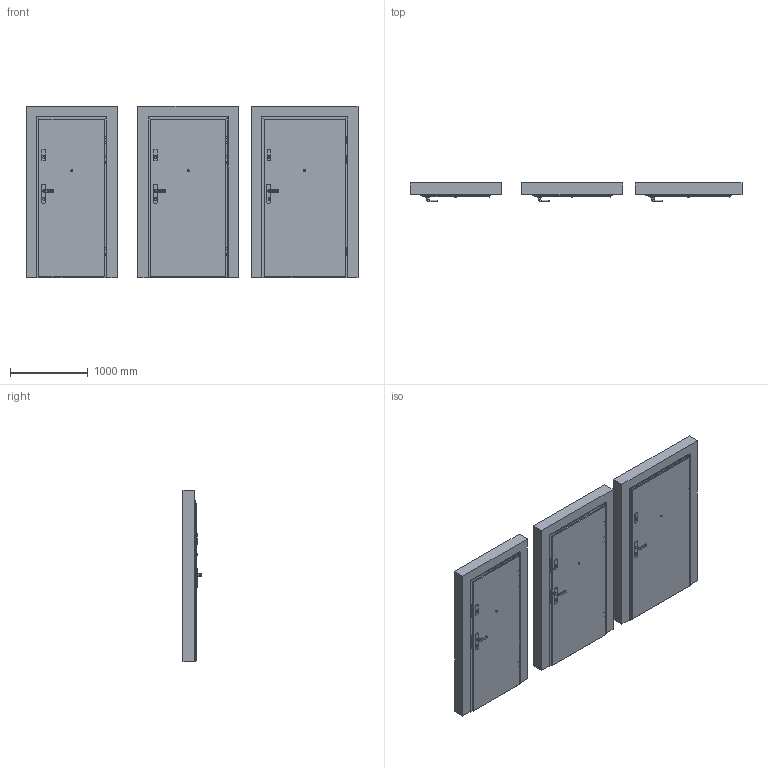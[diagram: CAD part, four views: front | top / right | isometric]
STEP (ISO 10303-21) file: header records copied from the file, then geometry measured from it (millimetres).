
FILE_DESCRIPTION(/* description */ (''),/* implementation_level */ '2;1');
FILE_NAME(/* name */ '050172_A_2-Drzwi antywłamaniowe EXTREME RC2 na ościeżnicy stalowej..stp',/* time_stamp */ '2024-09-06T09:52:14+02:00',/* author */ (''),/* organization */ (''),/* preprocessor_version */ 'ST-DEVELOPER v16',/* originating_system */ 'SIEMENS PLM Software NX 11.0',/* authorisation */ '');
FILE_SCHEMA (('AUTOMOTIVE_DESIGN { 1 0 10303 214 3 1 1 1 }'));
Products named in the file (1): bkni0C54EB9Fdr5m
Bounding box: 4276 x 252 x 2208.33 mm (x, y, z)
Volume: 658818459.6 mm3; surface area: 35922516.6 mm2
Topology: 135 solids, 135 shells, 3951 faces, 9954 edges, 6372 vertices
Faces by surface type: plane 1833, cylinder 1104, bspline 552, cone 189, extrusion 138, sphere 108, torus 27
Full cylindrical faces by diameter (mm): 5 x6, 5.5 x9, 6 x18, 7.8 x9, 8 x69, 8.5 x24, 9.3 x12, 10 x6, 10.5 x12, 12 x18, 13.5 x18, 15 x45, 16 x9, 18 x15, 22 x3, 26 x3, 30 x6
Entity records: 124097 total; most frequent: CARTESIAN_POINT 33205, ORIENTED_EDGE 18438, DIRECTION 17270, EDGE_CURVE 9219, VERTEX_POINT 6222, AXIS2_PLACEMENT_3D 5899, VECTOR 5472, LINE 5334
